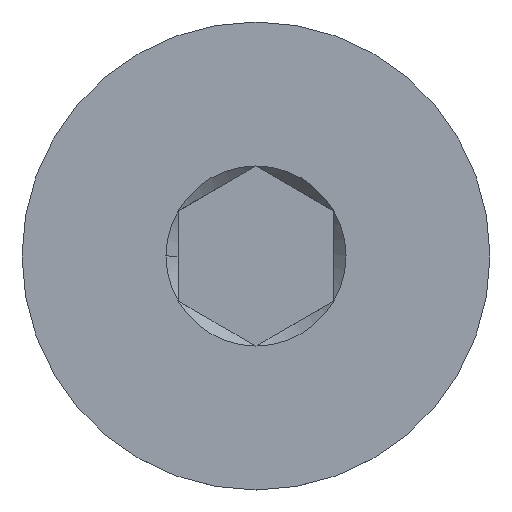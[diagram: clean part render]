
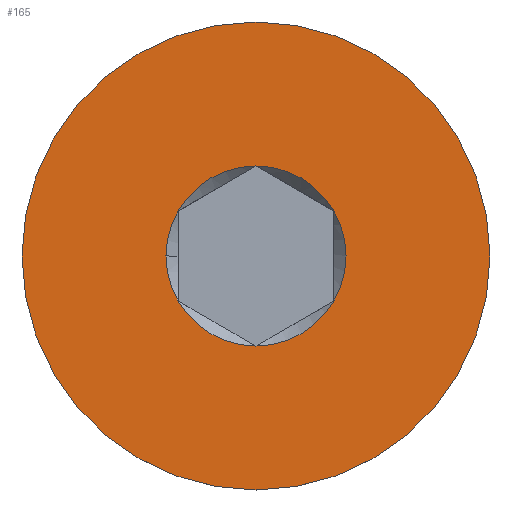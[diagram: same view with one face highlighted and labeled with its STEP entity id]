
A CAD part, top view. The second image highlights one B-rep face of the part: STEP entity #165.
In plain terms, the highlighted planar face has unit normal (0, 0, 1).
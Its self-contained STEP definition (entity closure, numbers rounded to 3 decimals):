
#58 = CARTESIAN_POINT ( 'NONE',  ( -1., 0.577, 3. ) ) ;
#129 = CARTESIAN_POINT ( 'NONE',  ( 0., 0., 3. ) ) ;
#150 = DIRECTION ( 'NONE',  ( 0., 0., -1. ) ) ;
#165 = ADVANCED_FACE ( 'NONE', ( #2037, #1914 ), #1106, .F. ) ;
#182 = AXIS2_PLACEMENT_3D ( 'NONE', #687, #871, #2295 ) ;
#184 = CIRCLE ( 'NONE', #968, 1.155 ) ;
#195 = AXIS2_PLACEMENT_3D ( 'NONE', #2181, #150, #2592 ) ;
#215 = DIRECTION ( 'NONE',  ( 0., 0., -1. ) ) ;
#244 = AXIS2_PLACEMENT_3D ( 'NONE', #1270, #437, #1901 ) ;
#288 = CIRCLE ( 'NONE', #2542, 1.155 ) ;
#332 = ORIENTED_EDGE ( 'NONE', *, *, #2109, .T. ) ;
#351 = EDGE_CURVE ( 'NONE', #2462, #946, #1356, .T. ) ;
#355 = DIRECTION ( 'NONE',  ( 0., 0., -1. ) ) ;
#365 = ORIENTED_EDGE ( 'NONE', *, *, #351, .T. ) ;
#437 = DIRECTION ( 'NONE',  ( 0., 0., -1. ) ) ;
#498 = CARTESIAN_POINT ( 'NONE',  ( 0., 0., 3. ) ) ;
#542 = EDGE_CURVE ( 'NONE', #2451, #2145, #1683, .T. ) ;
#680 = DIRECTION ( 'NONE',  ( 0., 1., 0. ) ) ;
#687 = CARTESIAN_POINT ( 'NONE',  ( 0., 0., 3. ) ) ;
#706 = DIRECTION ( 'NONE',  ( 0., 0., -1. ) ) ;
#744 = CARTESIAN_POINT ( 'NONE',  ( 0., 0., 3. ) ) ;
#788 = EDGE_CURVE ( 'NONE', #2145, #2462, #184, .T. ) ;
#845 = CARTESIAN_POINT ( 'NONE',  ( 1., 0.577, 3. ) ) ;
#858 = EDGE_CURVE ( 'NONE', #1613, #1454, #1847, .T. ) ;
#871 = DIRECTION ( 'NONE',  ( 0., 0., 1. ) ) ;
#881 = VERTEX_POINT ( 'NONE', #2406 ) ;
#933 = DIRECTION ( 'NONE',  ( -1., 0., 0. ) ) ;
#944 = DIRECTION ( 'NONE',  ( 0., -1., 0. ) ) ;
#946 = VERTEX_POINT ( 'NONE', #1382 ) ;
#948 = CIRCLE ( 'NONE', #182, 3. ) ;
#951 = DIRECTION ( 'NONE',  ( -1., 0., 0. ) ) ;
#968 = AXIS2_PLACEMENT_3D ( 'NONE', #1436, #215, #1033 ) ;
#1008 = VERTEX_POINT ( 'NONE', #58 ) ;
#1033 = DIRECTION ( 'NONE',  ( -1., 0., 0. ) ) ;
#1077 = EDGE_CURVE ( 'NONE', #2336, #881, #948, .T. ) ;
#1106 = PLANE ( 'NONE',  #1897 ) ;
#1113 = CARTESIAN_POINT ( 'NONE',  ( 0., 0., 3. ) ) ;
#1182 = AXIS2_PLACEMENT_3D ( 'NONE', #2388, #1578, #944 ) ;
#1270 = CARTESIAN_POINT ( 'NONE',  ( 0., 0., 3. ) ) ;
#1292 = DIRECTION ( 'NONE',  ( -1., 0., 0. ) ) ;
#1320 = ORIENTED_EDGE ( 'NONE', *, *, #1964, .T. ) ;
#1336 = CARTESIAN_POINT ( 'NONE',  ( 0., -1.155, 3. ) ) ;
#1346 = CARTESIAN_POINT ( 'NONE',  ( -1., -0.577, 3. ) ) ;
#1356 = CIRCLE ( 'NONE', #244, 1.155 ) ;
#1382 = CARTESIAN_POINT ( 'NONE',  ( -1.155, 0., 3. ) ) ;
#1436 = CARTESIAN_POINT ( 'NONE',  ( 0., 0., 3. ) ) ;
#1454 = VERTEX_POINT ( 'NONE', #845 ) ;
#1578 = DIRECTION ( 'NONE',  ( 0., 0., 1. ) ) ;
#1613 = VERTEX_POINT ( 'NONE', #2069 ) ;
#1639 = AXIS2_PLACEMENT_3D ( 'NONE', #129, #706, #933 ) ;
#1683 = CIRCLE ( 'NONE', #2603, 1.155 ) ;
#1736 = ORIENTED_EDGE ( 'NONE', *, *, #1077, .T. ) ;
#1775 = CARTESIAN_POINT ( 'NONE',  ( 0., 0., 3. ) ) ;
#1839 = CARTESIAN_POINT ( 'NONE',  ( 0., 3., 3. ) ) ;
#1843 = EDGE_LOOP ( 'NONE', ( #332, #1736 ) ) ;
#1847 = CIRCLE ( 'NONE', #195, 1.155 ) ;
#1850 = CIRCLE ( 'NONE', #2314, 1.155 ) ;
#1897 = AXIS2_PLACEMENT_3D ( 'NONE', #1113, #1936, #680 ) ;
#1901 = DIRECTION ( 'NONE',  ( -1., 0., 0. ) ) ;
#1914 = FACE_BOUND ( 'NONE', #2496, .T. ) ;
#1926 = ORIENTED_EDGE ( 'NONE', *, *, #788, .T. ) ;
#1936 = DIRECTION ( 'NONE',  ( 0., 0., -1. ) ) ;
#1964 = EDGE_CURVE ( 'NONE', #1008, #1613, #1981, .T. ) ;
#1981 = CIRCLE ( 'NONE', #1639, 1.155 ) ;
#2009 = ORIENTED_EDGE ( 'NONE', *, *, #858, .T. ) ;
#2037 = FACE_OUTER_BOUND ( 'NONE', #1843, .T. ) ;
#2047 = CIRCLE ( 'NONE', #1182, 3. ) ;
#2048 = EDGE_CURVE ( 'NONE', #1454, #2451, #1850, .T. ) ;
#2069 = CARTESIAN_POINT ( 'NONE',  ( 0., 1.155, 3. ) ) ;
#2073 = ORIENTED_EDGE ( 'NONE', *, *, #542, .T. ) ;
#2109 = EDGE_CURVE ( 'NONE', #881, #2336, #2047, .T. ) ;
#2145 = VERTEX_POINT ( 'NONE', #1336 ) ;
#2181 = CARTESIAN_POINT ( 'NONE',  ( 0., 0., 3. ) ) ;
#2189 = DIRECTION ( 'NONE',  ( -1., 0., 0. ) ) ;
#2295 = DIRECTION ( 'NONE',  ( 0., -1., 0. ) ) ;
#2302 = CARTESIAN_POINT ( 'NONE',  ( 1., -0.577, 3. ) ) ;
#2305 = DIRECTION ( 'NONE',  ( 0., 0., -1. ) ) ;
#2314 = AXIS2_PLACEMENT_3D ( 'NONE', #1775, #2371, #951 ) ;
#2336 = VERTEX_POINT ( 'NONE', #1839 ) ;
#2371 = DIRECTION ( 'NONE',  ( 0., 0., -1. ) ) ;
#2388 = CARTESIAN_POINT ( 'NONE',  ( 0., 0., 3. ) ) ;
#2406 = CARTESIAN_POINT ( 'NONE',  ( 0., -3., 3. ) ) ;
#2451 = VERTEX_POINT ( 'NONE', #2302 ) ;
#2462 = VERTEX_POINT ( 'NONE', #1346 ) ;
#2496 = EDGE_LOOP ( 'NONE', ( #1320, #2009, #2568, #2073, #1926, #365, #2545 ) ) ;
#2542 = AXIS2_PLACEMENT_3D ( 'NONE', #744, #355, #2189 ) ;
#2545 = ORIENTED_EDGE ( 'NONE', *, *, #2551, .T. ) ;
#2551 = EDGE_CURVE ( 'NONE', #946, #1008, #288, .T. ) ;
#2568 = ORIENTED_EDGE ( 'NONE', *, *, #2048, .T. ) ;
#2592 = DIRECTION ( 'NONE',  ( -1., 0., 0. ) ) ;
#2603 = AXIS2_PLACEMENT_3D ( 'NONE', #498, #2305, #1292 ) ;
